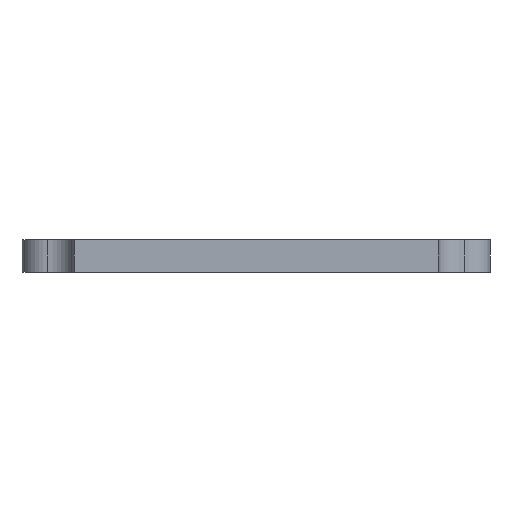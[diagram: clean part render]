
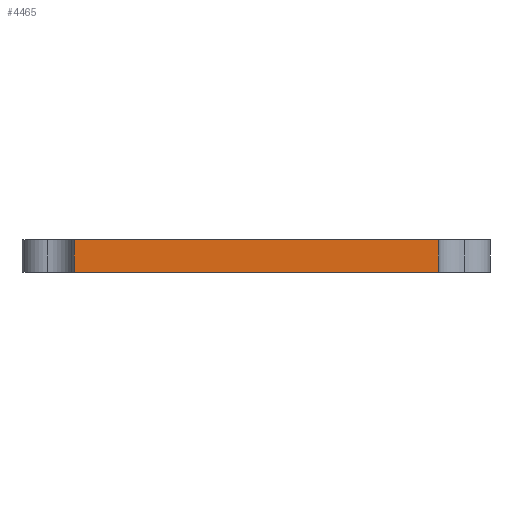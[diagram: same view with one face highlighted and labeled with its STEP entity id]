
A CAD part, left-side view. The second image highlights one B-rep face of the part: STEP entity #4465.
In plain terms, the highlighted planar face has unit normal (-1, 0, 0).
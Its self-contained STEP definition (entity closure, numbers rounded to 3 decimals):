
#84 = PLANE('',#85);
#85 = AXIS2_PLACEMENT_3D('',#86,#87,#88);
#86 = CARTESIAN_POINT('',(149.058,-105.007,1.6));
#87 = DIRECTION('',(0.,0.,1.));
#88 = DIRECTION('',(1.,0.,-0.));
#139 = PLANE('',#140);
#140 = AXIS2_PLACEMENT_3D('',#141,#142,#143);
#141 = CARTESIAN_POINT('',(149.058,-105.007,0.));
#142 = DIRECTION('',(0.,0.,1.));
#143 = DIRECTION('',(1.,0.,-0.));
#419 = VERTEX_POINT('',#420);
#420 = CARTESIAN_POINT('',(125.006,-96.114,0.));
#434 = PLANE('',#435);
#435 = AXIS2_PLACEMENT_3D('',#436,#437,#438);
#436 = CARTESIAN_POINT('',(140.246,-96.114,0.));
#437 = DIRECTION('',(0.,-1.,0.));
#438 = DIRECTION('',(-1.,0.,0.));
#446 = EDGE_CURVE('',#419,#447,#449,.T.);
#447 = VERTEX_POINT('',#448);
#448 = CARTESIAN_POINT('',(125.006,-113.894,0.));
#449 = SURFACE_CURVE('',#450,(#454,#461),.PCURVE_S1.);
#450 = LINE('',#451,#452);
#451 = CARTESIAN_POINT('',(125.006,-96.114,0.));
#452 = VECTOR('',#453,1.);
#453 = DIRECTION('',(0.,-1.,0.));
#454 = PCURVE('',#139,#455);
#455 = DEFINITIONAL_REPRESENTATION('',(#456),#460);
#456 = LINE('',#457,#458);
#457 = CARTESIAN_POINT('',(-24.052,8.893));
#458 = VECTOR('',#459,1.);
#459 = DIRECTION('',(0.,-1.));
#460 = ( GEOMETRIC_REPRESENTATION_CONTEXT(2) 
PARAMETRIC_REPRESENTATION_CONTEXT() REPRESENTATION_CONTEXT('2D SPACE',''
  ) );
#461 = PCURVE('',#462,#467);
#462 = PLANE('',#463);
#463 = AXIS2_PLACEMENT_3D('',#464,#465,#466);
#464 = CARTESIAN_POINT('',(125.006,-96.114,0.));
#465 = DIRECTION('',(1.,0.,-0.));
#466 = DIRECTION('',(0.,-1.,0.));
#467 = DEFINITIONAL_REPRESENTATION('',(#468),#472);
#468 = LINE('',#469,#470);
#469 = CARTESIAN_POINT('',(0.,0.));
#470 = VECTOR('',#471,1.);
#471 = DIRECTION('',(1.,0.));
#472 = ( GEOMETRIC_REPRESENTATION_CONTEXT(2) 
PARAMETRIC_REPRESENTATION_CONTEXT() REPRESENTATION_CONTEXT('2D SPACE',''
  ) );
#490 = PLANE('',#491);
#491 = AXIS2_PLACEMENT_3D('',#492,#493,#494);
#492 = CARTESIAN_POINT('',(125.006,-113.894,0.));
#493 = DIRECTION('',(0.,1.,0.));
#494 = DIRECTION('',(1.,0.,0.));
#2577 = VERTEX_POINT('',#2578);
#2578 = CARTESIAN_POINT('',(125.006,-96.114,1.6));
#2599 = EDGE_CURVE('',#2577,#2600,#2602,.T.);
#2600 = VERTEX_POINT('',#2601);
#2601 = CARTESIAN_POINT('',(125.006,-113.894,1.6));
#2602 = SURFACE_CURVE('',#2603,(#2607,#2614),.PCURVE_S1.);
#2603 = LINE('',#2604,#2605);
#2604 = CARTESIAN_POINT('',(125.006,-96.114,1.6));
#2605 = VECTOR('',#2606,1.);
#2606 = DIRECTION('',(0.,-1.,0.));
#2607 = PCURVE('',#84,#2608);
#2608 = DEFINITIONAL_REPRESENTATION('',(#2609),#2613);
#2609 = LINE('',#2610,#2611);
#2610 = CARTESIAN_POINT('',(-24.052,8.893));
#2611 = VECTOR('',#2612,1.);
#2612 = DIRECTION('',(0.,-1.));
#2613 = ( GEOMETRIC_REPRESENTATION_CONTEXT(2) 
PARAMETRIC_REPRESENTATION_CONTEXT() REPRESENTATION_CONTEXT('2D SPACE',''
  ) );
#2614 = PCURVE('',#462,#2615);
#2615 = DEFINITIONAL_REPRESENTATION('',(#2616),#2620);
#2616 = LINE('',#2617,#2618);
#2617 = CARTESIAN_POINT('',(0.,-1.6));
#2618 = VECTOR('',#2619,1.);
#2619 = DIRECTION('',(1.,0.));
#2620 = ( GEOMETRIC_REPRESENTATION_CONTEXT(2) 
PARAMETRIC_REPRESENTATION_CONTEXT() REPRESENTATION_CONTEXT('2D SPACE',''
  ) );
#4415 = EDGE_CURVE('',#447,#2600,#4416,.T.);
#4416 = SURFACE_CURVE('',#4417,(#4421,#4428),.PCURVE_S1.);
#4417 = LINE('',#4418,#4419);
#4418 = CARTESIAN_POINT('',(125.006,-113.894,0.));
#4419 = VECTOR('',#4420,1.);
#4420 = DIRECTION('',(0.,0.,1.));
#4421 = PCURVE('',#490,#4422);
#4422 = DEFINITIONAL_REPRESENTATION('',(#4423),#4427);
#4423 = LINE('',#4424,#4425);
#4424 = CARTESIAN_POINT('',(0.,0.));
#4425 = VECTOR('',#4426,1.);
#4426 = DIRECTION('',(0.,-1.));
#4427 = ( GEOMETRIC_REPRESENTATION_CONTEXT(2) 
PARAMETRIC_REPRESENTATION_CONTEXT() REPRESENTATION_CONTEXT('2D SPACE',''
  ) );
#4428 = PCURVE('',#462,#4429);
#4429 = DEFINITIONAL_REPRESENTATION('',(#4430),#4434);
#4430 = LINE('',#4431,#4432);
#4431 = CARTESIAN_POINT('',(17.78,0.));
#4432 = VECTOR('',#4433,1.);
#4433 = DIRECTION('',(0.,-1.));
#4434 = ( GEOMETRIC_REPRESENTATION_CONTEXT(2) 
PARAMETRIC_REPRESENTATION_CONTEXT() REPRESENTATION_CONTEXT('2D SPACE',''
  ) );
#4465 = ADVANCED_FACE('',(#4466),#462,.F.);
#4466 = FACE_BOUND('',#4467,.F.);
#4467 = EDGE_LOOP('',(#4468,#4489,#4490,#4491));
#4468 = ORIENTED_EDGE('',*,*,#4469,.T.);
#4469 = EDGE_CURVE('',#419,#2577,#4470,.T.);
#4470 = SURFACE_CURVE('',#4471,(#4475,#4482),.PCURVE_S1.);
#4471 = LINE('',#4472,#4473);
#4472 = CARTESIAN_POINT('',(125.006,-96.114,0.));
#4473 = VECTOR('',#4474,1.);
#4474 = DIRECTION('',(0.,0.,1.));
#4475 = PCURVE('',#462,#4476);
#4476 = DEFINITIONAL_REPRESENTATION('',(#4477),#4481);
#4477 = LINE('',#4478,#4479);
#4478 = CARTESIAN_POINT('',(0.,0.));
#4479 = VECTOR('',#4480,1.);
#4480 = DIRECTION('',(0.,-1.));
#4481 = ( GEOMETRIC_REPRESENTATION_CONTEXT(2) 
PARAMETRIC_REPRESENTATION_CONTEXT() REPRESENTATION_CONTEXT('2D SPACE',''
  ) );
#4482 = PCURVE('',#434,#4483);
#4483 = DEFINITIONAL_REPRESENTATION('',(#4484),#4488);
#4484 = LINE('',#4485,#4486);
#4485 = CARTESIAN_POINT('',(15.24,0.));
#4486 = VECTOR('',#4487,1.);
#4487 = DIRECTION('',(0.,-1.));
#4488 = ( GEOMETRIC_REPRESENTATION_CONTEXT(2) 
PARAMETRIC_REPRESENTATION_CONTEXT() REPRESENTATION_CONTEXT('2D SPACE',''
  ) );
#4489 = ORIENTED_EDGE('',*,*,#2599,.T.);
#4490 = ORIENTED_EDGE('',*,*,#4415,.F.);
#4491 = ORIENTED_EDGE('',*,*,#446,.F.);
